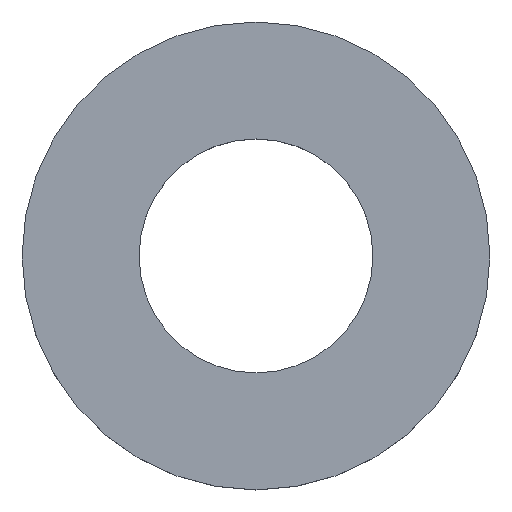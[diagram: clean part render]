
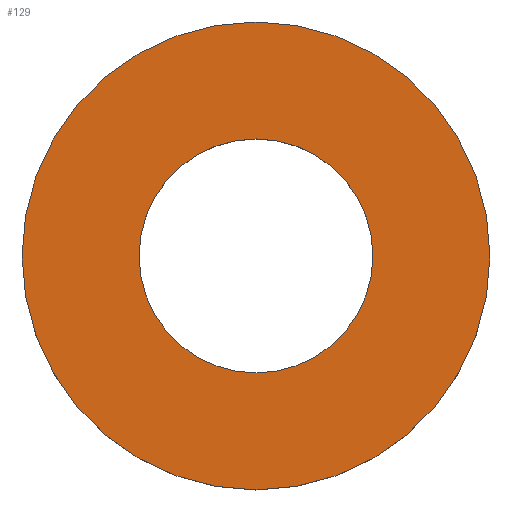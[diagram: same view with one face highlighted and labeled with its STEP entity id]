
A CAD part, top view. The second image highlights one B-rep face of the part: STEP entity #129.
In plain terms, the highlighted planar face has unit normal (0, 0, 1).
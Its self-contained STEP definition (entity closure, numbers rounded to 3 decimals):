
#1 = ORIENTED_EDGE ( 'NONE', *, *, #68, .F. ) ;
#11 = AXIS2_PLACEMENT_3D ( 'NONE', #167, #56, #55 ) ;
#13 = CARTESIAN_POINT ( 'NONE',  ( -6., 0., 0.75 ) ) ;
#15 = CIRCLE ( 'NONE', #90, 6. ) ;
#19 = VERTEX_POINT ( 'NONE', #172 ) ;
#20 = CARTESIAN_POINT ( 'NONE',  ( 0., 0., 0.75 ) ) ;
#22 = FACE_OUTER_BOUND ( 'NONE', #130, .T. ) ;
#24 = EDGE_CURVE ( 'NONE', #19, #204, #15, .T. ) ;
#37 = CARTESIAN_POINT ( 'NONE',  ( -3., 0., 0.75 ) ) ;
#41 = ORIENTED_EDGE ( 'NONE', *, *, #119, .F. ) ;
#42 = DIRECTION ( 'NONE',  ( 0., 0., 1. ) ) ;
#43 = AXIS2_PLACEMENT_3D ( 'NONE', #20, #176, #138 ) ;
#44 = DIRECTION ( 'NONE',  ( 1., 0., 0. ) ) ;
#46 = AXIS2_PLACEMENT_3D ( 'NONE', #134, #42, #175 ) ;
#55 = DIRECTION ( 'NONE',  ( 1., 0., 0. ) ) ;
#56 = DIRECTION ( 'NONE',  ( 0., 0., 1. ) ) ;
#57 = CARTESIAN_POINT ( 'NONE',  ( 0., 0., 0.75 ) ) ;
#60 = CIRCLE ( 'NONE', #46, 3. ) ;
#64 = PLANE ( 'NONE',  #43 ) ;
#68 = EDGE_CURVE ( 'NONE', #165, #83, #60, .T. ) ;
#72 = ORIENTED_EDGE ( 'NONE', *, *, #237, .T. ) ;
#83 = VERTEX_POINT ( 'NONE', #210 ) ;
#86 = DIRECTION ( 'NONE',  ( 0., 0., 1. ) ) ;
#90 = AXIS2_PLACEMENT_3D ( 'NONE', #57, #103, #121 ) ;
#103 = DIRECTION ( 'NONE',  ( 0., 0., 1. ) ) ;
#109 = EDGE_LOOP ( 'NONE', ( #41, #1 ) ) ;
#110 = CIRCLE ( 'NONE', #161, 3. ) ;
#111 = ORIENTED_EDGE ( 'NONE', *, *, #24, .T. ) ;
#119 = EDGE_CURVE ( 'NONE', #83, #165, #110, .T. ) ;
#121 = DIRECTION ( 'NONE',  ( 1., 0., 0. ) ) ;
#129 = ADVANCED_FACE ( 'NONE', ( #22, #196 ), #64, .T. ) ;
#130 = EDGE_LOOP ( 'NONE', ( #111, #72 ) ) ;
#134 = CARTESIAN_POINT ( 'NONE',  ( 0., 0., 0.75 ) ) ;
#138 = DIRECTION ( 'NONE',  ( 1., 0., 0. ) ) ;
#144 = CIRCLE ( 'NONE', #11, 6. ) ;
#156 = CARTESIAN_POINT ( 'NONE',  ( 0., 0., 0.75 ) ) ;
#161 = AXIS2_PLACEMENT_3D ( 'NONE', #156, #86, #44 ) ;
#165 = VERTEX_POINT ( 'NONE', #37 ) ;
#167 = CARTESIAN_POINT ( 'NONE',  ( 0., 0., 0.75 ) ) ;
#172 = CARTESIAN_POINT ( 'NONE',  ( 6., 0., 0.75 ) ) ;
#175 = DIRECTION ( 'NONE',  ( 1., 0., 0. ) ) ;
#176 = DIRECTION ( 'NONE',  ( 0., 0., 1. ) ) ;
#196 = FACE_BOUND ( 'NONE', #109, .T. ) ;
#204 = VERTEX_POINT ( 'NONE', #13 ) ;
#210 = CARTESIAN_POINT ( 'NONE',  ( 3., 0., 0.75 ) ) ;
#237 = EDGE_CURVE ( 'NONE', #204, #19, #144, .T. ) ;
